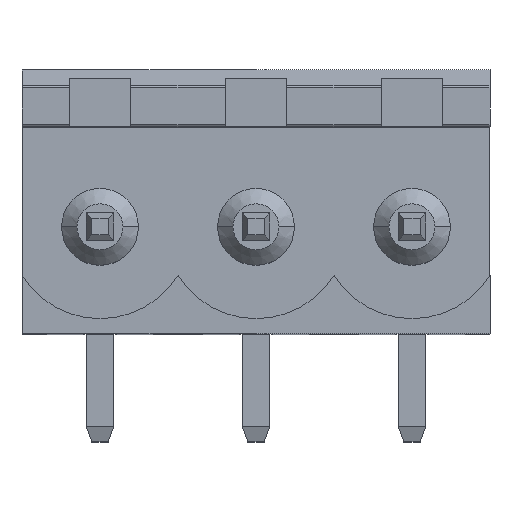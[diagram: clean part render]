
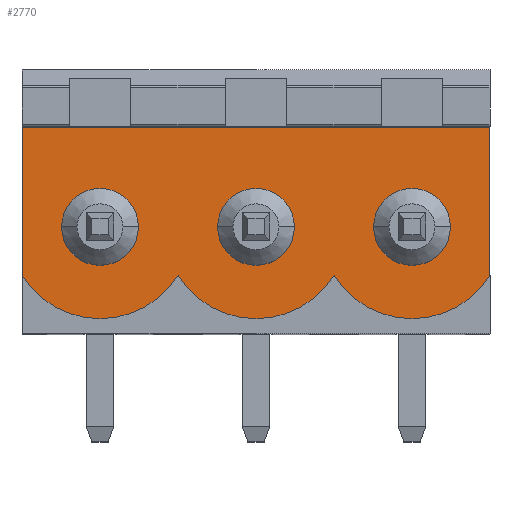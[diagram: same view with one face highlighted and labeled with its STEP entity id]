
A CAD part, top view. The second image highlights one B-rep face of the part: STEP entity #2770.
In plain terms, the highlighted planar face has unit normal (0, 0, 1).
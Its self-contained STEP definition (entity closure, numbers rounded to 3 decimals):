
#77 = VERTEX_POINT ( 'NONE', #3060 ) ;
#270 = CIRCLE ( 'NONE', #6424, 1.25 ) ;
#431 = ORIENTED_EDGE ( 'NONE', *, *, #3355, .T. ) ;
#577 = VECTOR ( 'NONE', #2779, 1000. ) ;
#612 = AXIS2_PLACEMENT_3D ( 'NONE', #6015, #2253, #6635 ) ;
#613 = ORIENTED_EDGE ( 'NONE', *, *, #6214, .T. ) ;
#653 = CIRCLE ( 'NONE', #657, 3. ) ;
#657 = AXIS2_PLACEMENT_3D ( 'NONE', #2910, #7319, #3536 ) ;
#677 = CIRCLE ( 'NONE', #612, 1.25 ) ;
#765 = CARTESIAN_POINT ( 'NONE',  ( 0., 8.6, 3.5 ) ) ;
#909 = FACE_BOUND ( 'NONE', #2804, .T. ) ;
#943 = CIRCLE ( 'NONE', #6102, 1.25 ) ;
#959 = VERTEX_POINT ( 'NONE', #6521 ) ;
#1227 = CARTESIAN_POINT ( 'NONE',  ( 15.24, 6.75, 3.5 ) ) ;
#1314 = ORIENTED_EDGE ( 'NONE', *, *, #4871, .T. ) ;
#1558 = CARTESIAN_POINT ( 'NONE',  ( 11.45, 3.5, 3.5 ) ) ;
#1654 = EDGE_CURVE ( 'NONE', #7424, #3127, #943, .T. ) ;
#1668 = DIRECTION ( 'NONE',  ( 0., 0., -1. ) ) ;
#1707 = VERTEX_POINT ( 'NONE', #1227 ) ;
#1917 = VERTEX_POINT ( 'NONE', #1558 ) ;
#1980 = ORIENTED_EDGE ( 'NONE', *, *, #2417, .T. ) ;
#2145 = CARTESIAN_POINT ( 'NONE',  ( 8.87, 3.5, 3.5 ) ) ;
#2174 = DIRECTION ( 'NONE',  ( -1., 0., 0. ) ) ;
#2202 = CARTESIAN_POINT ( 'NONE',  ( 0., 6.75, 3.5 ) ) ;
#2253 = DIRECTION ( 'NONE',  ( 0., 0., -1. ) ) ;
#2417 = EDGE_CURVE ( 'NONE', #4145, #4268, #2907, .T. ) ;
#2429 = DIRECTION ( 'NONE',  ( 0., 0., -1. ) ) ;
#2486 = AXIS2_PLACEMENT_3D ( 'NONE', #6511, #2764, #7153 ) ;
#2497 = ORIENTED_EDGE ( 'NONE', *, *, #4290, .T. ) ;
#2568 = DIRECTION ( 'NONE',  ( 0., 0., 1. ) ) ;
#2583 = EDGE_CURVE ( 'NONE', #7213, #5508, #3784, .T. ) ;
#2618 = FACE_BOUND ( 'NONE', #2688, .T. ) ;
#2654 = CARTESIAN_POINT ( 'NONE',  ( 0., 1.904, 3.5 ) ) ;
#2688 = EDGE_LOOP ( 'NONE', ( #3164, #4791 ) ) ;
#2703 = VECTOR ( 'NONE', #4552, 1000. ) ;
#2721 = CARTESIAN_POINT ( 'NONE',  ( 7.62, 3.5, 3.5 ) ) ;
#2732 = DIRECTION ( 'NONE',  ( 0., 0., -1. ) ) ;
#2764 = DIRECTION ( 'NONE',  ( 0., 0., 1. ) ) ;
#2770 = ADVANCED_FACE ( 'NONE', ( #7449, #909, #4067, #2618 ), #6935, .T. ) ;
#2779 = DIRECTION ( 'NONE',  ( 0., 1., 0. ) ) ;
#2804 = EDGE_LOOP ( 'NONE', ( #6327, #1314 ) ) ;
#2811 = DIRECTION ( 'NONE',  ( 0., 0., 1. ) ) ;
#2883 = LINE ( 'NONE', #765, #2703 ) ;
#2907 = CIRCLE ( 'NONE', #2950, 3. ) ;
#2910 = CARTESIAN_POINT ( 'NONE',  ( 12.7, 3.5, 3.5 ) ) ;
#2950 = AXIS2_PLACEMENT_3D ( 'NONE', #6552, #2811, #7201 ) ;
#2958 = AXIS2_PLACEMENT_3D ( 'NONE', #2721, #7097, #3329 ) ;
#2966 = VECTOR ( 'NONE', #2174, 1000. ) ;
#3035 = CARTESIAN_POINT ( 'NONE',  ( 13.95, 3.5, 3.5 ) ) ;
#3052 = CIRCLE ( 'NONE', #6132, 1.25 ) ;
#3060 = CARTESIAN_POINT ( 'NONE',  ( 15.24, 1.904, 3.5 ) ) ;
#3066 = CARTESIAN_POINT ( 'NONE',  ( 7.62, 3.5, 3.5 ) ) ;
#3127 = VERTEX_POINT ( 'NONE', #6382 ) ;
#3161 = LINE ( 'NONE', #2202, #2966 ) ;
#3164 = ORIENTED_EDGE ( 'NONE', *, *, #4184, .T. ) ;
#3218 = AXIS2_PLACEMENT_3D ( 'NONE', #6323, #2568, #6960 ) ;
#3329 = DIRECTION ( 'NONE',  ( -1., 0., 0. ) ) ;
#3355 = EDGE_CURVE ( 'NONE', #4268, #6901, #3983, .T. ) ;
#3446 = ORIENTED_EDGE ( 'NONE', *, *, #7251, .T. ) ;
#3536 = DIRECTION ( 'NONE',  ( 1., 0., 0. ) ) ;
#3692 = DIRECTION ( 'NONE',  ( -1., 0., 0. ) ) ;
#3784 = CIRCLE ( 'NONE', #4619, 1.25 ) ;
#3983 = CIRCLE ( 'NONE', #2486, 3. ) ;
#4067 = FACE_OUTER_BOUND ( 'NONE', #6639, .T. ) ;
#4145 = VERTEX_POINT ( 'NONE', #2654 ) ;
#4184 = EDGE_CURVE ( 'NONE', #3127, #7424, #270, .T. ) ;
#4235 = EDGE_CURVE ( 'NONE', #77, #1707, #4536, .T. ) ;
#4253 = EDGE_CURVE ( 'NONE', #1707, #959, #3161, .T. ) ;
#4268 = VERTEX_POINT ( 'NONE', #6577 ) ;
#4290 = EDGE_CURVE ( 'NONE', #1917, #6785, #677, .T. ) ;
#4485 = CARTESIAN_POINT ( 'NONE',  ( 10.16, 1.904, 3.5 ) ) ;
#4536 = LINE ( 'NONE', #4661, #577 ) ;
#4552 = DIRECTION ( 'NONE',  ( 0., -1., 0. ) ) ;
#4619 = AXIS2_PLACEMENT_3D ( 'NONE', #3066, #7477, #3692 ) ;
#4661 = CARTESIAN_POINT ( 'NONE',  ( 15.24, 8.6, 3.5 ) ) ;
#4791 = ORIENTED_EDGE ( 'NONE', *, *, #1654, .T. ) ;
#4871 = EDGE_CURVE ( 'NONE', #5508, #7213, #5705, .T. ) ;
#5326 = ORIENTED_EDGE ( 'NONE', *, *, #4235, .T. ) ;
#5349 = CARTESIAN_POINT ( 'NONE',  ( 6.37, 3.5, 3.5 ) ) ;
#5432 = CARTESIAN_POINT ( 'NONE',  ( 12.7, 3.5, 3.5 ) ) ;
#5508 = VERTEX_POINT ( 'NONE', #2145 ) ;
#5705 = CIRCLE ( 'NONE', #2958, 1.25 ) ;
#5708 = EDGE_CURVE ( 'NONE', #6901, #77, #653, .T. ) ;
#5966 = ORIENTED_EDGE ( 'NONE', *, *, #4253, .T. ) ;
#6015 = CARTESIAN_POINT ( 'NONE',  ( 12.7, 3.5, 3.5 ) ) ;
#6077 = DIRECTION ( 'NONE',  ( -1., 0., 0. ) ) ;
#6102 = AXIS2_PLACEMENT_3D ( 'NONE', #6185, #2429, #6813 ) ;
#6132 = AXIS2_PLACEMENT_3D ( 'NONE', #5432, #1668, #6077 ) ;
#6185 = CARTESIAN_POINT ( 'NONE',  ( 2.54, 3.5, 3.5 ) ) ;
#6214 = EDGE_CURVE ( 'NONE', #959, #4145, #2883, .T. ) ;
#6323 = CARTESIAN_POINT ( 'NONE',  ( 2.54, 3.5, 3.5 ) ) ;
#6327 = ORIENTED_EDGE ( 'NONE', *, *, #2583, .T. ) ;
#6382 = CARTESIAN_POINT ( 'NONE',  ( 1.29, 3.5, 3.5 ) ) ;
#6424 = AXIS2_PLACEMENT_3D ( 'NONE', #6471, #2732, #7124 ) ;
#6471 = CARTESIAN_POINT ( 'NONE',  ( 2.54, 3.5, 3.5 ) ) ;
#6511 = CARTESIAN_POINT ( 'NONE',  ( 7.62, 3.5, 3.5 ) ) ;
#6521 = CARTESIAN_POINT ( 'NONE',  ( 0., 6.75, 3.5 ) ) ;
#6552 = CARTESIAN_POINT ( 'NONE',  ( 2.54, 3.5, 3.5 ) ) ;
#6577 = CARTESIAN_POINT ( 'NONE',  ( 5.08, 1.904, 3.5 ) ) ;
#6635 = DIRECTION ( 'NONE',  ( -1., 0., 0. ) ) ;
#6639 = EDGE_LOOP ( 'NONE', ( #5326, #5966, #613, #1980, #431, #7623 ) ) ;
#6785 = VERTEX_POINT ( 'NONE', #3035 ) ;
#6813 = DIRECTION ( 'NONE',  ( -1., 0., 0. ) ) ;
#6901 = VERTEX_POINT ( 'NONE', #4485 ) ;
#6935 = PLANE ( 'NONE',  #3218 ) ;
#6960 = DIRECTION ( 'NONE',  ( 1., 0., 0. ) ) ;
#7083 = EDGE_LOOP ( 'NONE', ( #2497, #3446 ) ) ;
#7097 = DIRECTION ( 'NONE',  ( 0., 0., -1. ) ) ;
#7124 = DIRECTION ( 'NONE',  ( -1., 0., 0. ) ) ;
#7153 = DIRECTION ( 'NONE',  ( 1., 0., 0. ) ) ;
#7201 = DIRECTION ( 'NONE',  ( 1., 0., 0. ) ) ;
#7213 = VERTEX_POINT ( 'NONE', #5349 ) ;
#7251 = EDGE_CURVE ( 'NONE', #6785, #1917, #3052, .T. ) ;
#7319 = DIRECTION ( 'NONE',  ( 0., 0., 1. ) ) ;
#7367 = CARTESIAN_POINT ( 'NONE',  ( 3.79, 3.5, 3.5 ) ) ;
#7424 = VERTEX_POINT ( 'NONE', #7367 ) ;
#7449 = FACE_BOUND ( 'NONE', #7083, .T. ) ;
#7477 = DIRECTION ( 'NONE',  ( 0., 0., -1. ) ) ;
#7623 = ORIENTED_EDGE ( 'NONE', *, *, #5708, .T. ) ;
